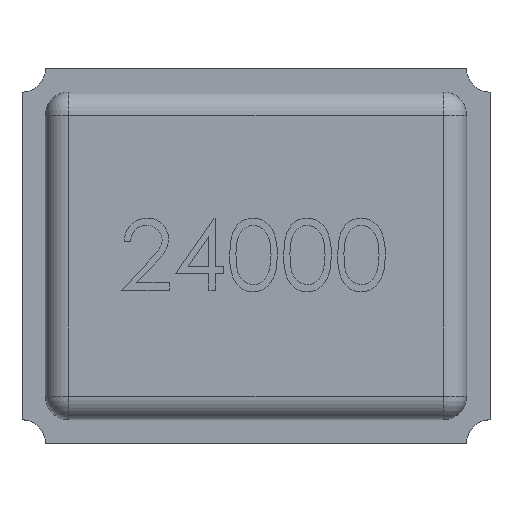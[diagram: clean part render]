
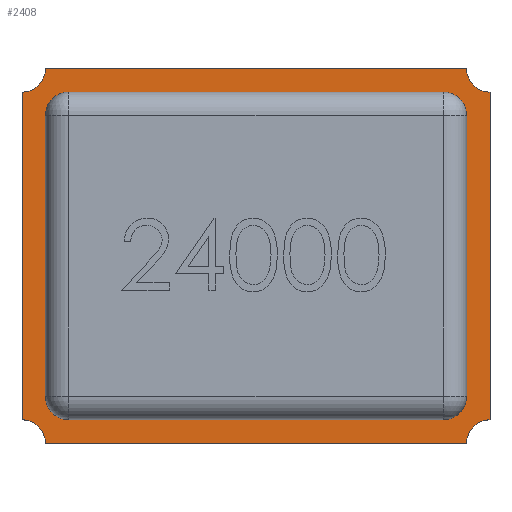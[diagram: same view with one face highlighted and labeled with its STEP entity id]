
A CAD part, top view. The second image highlights one B-rep face of the part: STEP entity #2408.
In plain terms, the highlighted planar face has unit normal (0, 0, 1).
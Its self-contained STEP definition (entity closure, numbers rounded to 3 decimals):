
#17 = EDGE_CURVE ( 'NONE', #2203, #5727, #2715, .T. ) ;
#22 = ORIENTED_EDGE ( 'NONE', *, *, #6608, .T. ) ;
#45 = DIRECTION ( 'NONE',  ( 0., 1., 0. ) ) ;
#184 = DIRECTION ( 'NONE',  ( 1., 0., 0. ) ) ;
#268 = ORIENTED_EDGE ( 'NONE', *, *, #987, .F. ) ;
#271 = DIRECTION ( 'NONE',  ( 1., 0., 0. ) ) ;
#412 = CARTESIAN_POINT ( 'NONE',  ( -0.8, -0.7, 0.3 ) ) ;
#448 = AXIS2_PLACEMENT_3D ( 'NONE', #2180, #7267, #2754 ) ;
#453 = AXIS2_PLACEMENT_3D ( 'NONE', #7107, #5368, #3141 ) ;
#695 = AXIS2_PLACEMENT_3D ( 'NONE', #5907, #3522, #5842 ) ;
#897 = VERTEX_POINT ( 'NONE', #2445 ) ;
#935 = AXIS2_PLACEMENT_3D ( 'NONE', #3838, #1004, #1617 ) ;
#987 = EDGE_CURVE ( 'NONE', #5727, #2654, #1770, .T. ) ;
#1004 = DIRECTION ( 'NONE',  ( 0., 0., 1. ) ) ;
#1064 = ORIENTED_EDGE ( 'NONE', *, *, #6200, .F. ) ;
#1171 = VERTEX_POINT ( 'NONE', #1208 ) ;
#1193 = LINE ( 'NONE', #6977, #3189 ) ;
#1208 = CARTESIAN_POINT ( 'NONE',  ( -0.9, 0.8, 0.3 ) ) ;
#1219 = DIRECTION ( 'NONE',  ( -1., 0., 0. ) ) ;
#1304 = VECTOR ( 'NONE', #4786, 1000. ) ;
#1305 = CIRCLE ( 'NONE', #935, 0.1 ) ;
#1310 = CIRCLE ( 'NONE', #448, 0.1 ) ;
#1422 = EDGE_LOOP ( 'NONE', ( #7181, #1064, #7088, #268, #2994, #4643, #2908, #2765 ) ) ;
#1438 = EDGE_CURVE ( 'NONE', #7133, #3299, #2093, .T. ) ;
#1497 = EDGE_CURVE ( 'NONE', #4815, #2656, #5287, .T. ) ;
#1505 = LINE ( 'NONE', #4384, #5675 ) ;
#1534 = CARTESIAN_POINT ( 'NONE',  ( -0.9, -0.6, 0.3 ) ) ;
#1614 = ORIENTED_EDGE ( 'NONE', *, *, #5142, .T. ) ;
#1617 = DIRECTION ( 'NONE',  ( 1., 0., 0. ) ) ;
#1651 = EDGE_CURVE ( 'NONE', #3299, #897, #4702, .T. ) ;
#1677 = VERTEX_POINT ( 'NONE', #1839 ) ;
#1770 = LINE ( 'NONE', #6291, #3541 ) ;
#1787 = CARTESIAN_POINT ( 'NONE',  ( 0.9, 0.6, 0.3 ) ) ;
#1806 = CARTESIAN_POINT ( 'NONE',  ( -0.9, 0.6, 0.3 ) ) ;
#1839 = CARTESIAN_POINT ( 'NONE',  ( 0.9, -0.8, 0.3 ) ) ;
#1843 = VERTEX_POINT ( 'NONE', #7043 ) ;
#1982 = CARTESIAN_POINT ( 'NONE',  ( 0.9, 0.8, 0.3 ) ) ;
#2093 = LINE ( 'NONE', #5967, #5542 ) ;
#2143 = CIRCLE ( 'NONE', #7243, 0.1 ) ;
#2180 = CARTESIAN_POINT ( 'NONE',  ( 1., 0.8, 0.3 ) ) ;
#2203 = VERTEX_POINT ( 'NONE', #5258 ) ;
#2246 = CARTESIAN_POINT ( 'NONE',  ( 1., -0.8, 0.3 ) ) ;
#2311 = EDGE_CURVE ( 'NONE', #2654, #2807, #1305, .T. ) ;
#2368 = AXIS2_PLACEMENT_3D ( 'NONE', #2928, #2964, #6475 ) ;
#2408 = ADVANCED_FACE ( 'NONE', ( #3606, #2921 ), #4044, .F. ) ;
#2445 = CARTESIAN_POINT ( 'NONE',  ( -0.9, -0.8, 0.3 ) ) ;
#2558 = VECTOR ( 'NONE', #6627, 1000. ) ;
#2585 = CARTESIAN_POINT ( 'NONE',  ( 0.8, 0.7, 0.3 ) ) ;
#2654 = VERTEX_POINT ( 'NONE', #4956 ) ;
#2656 = VERTEX_POINT ( 'NONE', #412 ) ;
#2664 = CARTESIAN_POINT ( 'NONE',  ( -0.8, -0.7, 0.3 ) ) ;
#2684 = EDGE_CURVE ( 'NONE', #4250, #6679, #1310, .T. ) ;
#2715 = CIRCLE ( 'NONE', #5047, 0.1 ) ;
#2754 = DIRECTION ( 'NONE',  ( -1., 0., 0. ) ) ;
#2765 = ORIENTED_EDGE ( 'NONE', *, *, #6565, .F. ) ;
#2807 = VERTEX_POINT ( 'NONE', #5155 ) ;
#2908 = ORIENTED_EDGE ( 'NONE', *, *, #7168, .F. ) ;
#2916 = ORIENTED_EDGE ( 'NONE', *, *, #3116, .T. ) ;
#2921 = FACE_BOUND ( 'NONE', #1422, .T. ) ;
#2927 = LINE ( 'NONE', #1806, #4949 ) ;
#2928 = CARTESIAN_POINT ( 'NONE',  ( -1., -0.8, 0.3 ) ) ;
#2964 = DIRECTION ( 'NONE',  ( 0., 0., -1. ) ) ;
#2994 = ORIENTED_EDGE ( 'NONE', *, *, #17, .F. ) ;
#3076 = AXIS2_PLACEMENT_3D ( 'NONE', #6598, #5451, #271 ) ;
#3116 = EDGE_CURVE ( 'NONE', #1677, #4683, #2143, .T. ) ;
#3141 = DIRECTION ( 'NONE',  ( 1., 0., 0. ) ) ;
#3189 = VECTOR ( 'NONE', #184, 1000. ) ;
#3282 = DIRECTION ( 'NONE',  ( -1., 0., 0. ) ) ;
#3299 = VERTEX_POINT ( 'NONE', #6221 ) ;
#3338 = VERTEX_POINT ( 'NONE', #5023 ) ;
#3350 = CARTESIAN_POINT ( 'NONE',  ( -0.9, 0.8, 0.3 ) ) ;
#3357 = CARTESIAN_POINT ( 'NONE',  ( 0.8, 0.6, 0.3 ) ) ;
#3359 = ORIENTED_EDGE ( 'NONE', *, *, #2684, .T. ) ;
#3522 = DIRECTION ( 'NONE',  ( 0., 0., 1. ) ) ;
#3541 = VECTOR ( 'NONE', #1219, 1000. ) ;
#3606 = FACE_OUTER_BOUND ( 'NONE', #6111, .T. ) ;
#3670 = CIRCLE ( 'NONE', #453, 0.1 ) ;
#3794 = DIRECTION ( 'NONE',  ( 0., 0., 1. ) ) ;
#3838 = CARTESIAN_POINT ( 'NONE',  ( -0.8, 0.6, 0.3 ) ) ;
#4017 = AXIS2_PLACEMENT_3D ( 'NONE', #6376, #5824, #5855 ) ;
#4044 = PLANE ( 'NONE',  #4017 ) ;
#4064 = EDGE_CURVE ( 'NONE', #3338, #2203, #4658, .T. ) ;
#4250 = VERTEX_POINT ( 'NONE', #4356 ) ;
#4253 = EDGE_CURVE ( 'NONE', #6679, #1171, #5623, .T. ) ;
#4356 = CARTESIAN_POINT ( 'NONE',  ( 1., 0.7, 0.3 ) ) ;
#4384 = CARTESIAN_POINT ( 'NONE',  ( 1., 0.7, 0.3 ) ) ;
#4643 = ORIENTED_EDGE ( 'NONE', *, *, #4064, .F. ) ;
#4658 = LINE ( 'NONE', #1787, #5765 ) ;
#4683 = VERTEX_POINT ( 'NONE', #5611 ) ;
#4702 = CIRCLE ( 'NONE', #2368, 0.1 ) ;
#4786 = DIRECTION ( 'NONE',  ( 1., 0., 0. ) ) ;
#4807 = ORIENTED_EDGE ( 'NONE', *, *, #1438, .T. ) ;
#4815 = VERTEX_POINT ( 'NONE', #1534 ) ;
#4949 = VECTOR ( 'NONE', #5753, 1000. ) ;
#4956 = CARTESIAN_POINT ( 'NONE',  ( -0.8, 0.7, 0.3 ) ) ;
#5018 = ORIENTED_EDGE ( 'NONE', *, *, #4253, .T. ) ;
#5023 = CARTESIAN_POINT ( 'NONE',  ( 0.9, -0.6, 0.3 ) ) ;
#5047 = AXIS2_PLACEMENT_3D ( 'NONE', #3357, #3794, #3282 ) ;
#5142 = EDGE_CURVE ( 'NONE', #897, #1677, #1193, .T. ) ;
#5155 = CARTESIAN_POINT ( 'NONE',  ( -0.9, 0.6, 0.3 ) ) ;
#5258 = CARTESIAN_POINT ( 'NONE',  ( 0.9, 0.6, 0.3 ) ) ;
#5287 = CIRCLE ( 'NONE', #3076, 0.1 ) ;
#5305 = CARTESIAN_POINT ( 'NONE',  ( -1., 0.7, 0.3 ) ) ;
#5365 = DIRECTION ( 'NONE',  ( 0., -1., 0. ) ) ;
#5368 = DIRECTION ( 'NONE',  ( 0., 0., -1. ) ) ;
#5451 = DIRECTION ( 'NONE',  ( 0., 0., 1. ) ) ;
#5542 = VECTOR ( 'NONE', #5365, 1000. ) ;
#5611 = CARTESIAN_POINT ( 'NONE',  ( 1., -0.7, 0.3 ) ) ;
#5623 = LINE ( 'NONE', #3350, #2558 ) ;
#5675 = VECTOR ( 'NONE', #7072, 1000. ) ;
#5727 = VERTEX_POINT ( 'NONE', #2585 ) ;
#5753 = DIRECTION ( 'NONE',  ( 0., -1., 0. ) ) ;
#5765 = VECTOR ( 'NONE', #45, 1000. ) ;
#5824 = DIRECTION ( 'NONE',  ( 0., 0., -1. ) ) ;
#5842 = DIRECTION ( 'NONE',  ( 1., 0., 0. ) ) ;
#5855 = DIRECTION ( 'NONE',  ( -1., 0., 0. ) ) ;
#5907 = CARTESIAN_POINT ( 'NONE',  ( 0.8, -0.6, 0.3 ) ) ;
#5965 = ORIENTED_EDGE ( 'NONE', *, *, #1651, .T. ) ;
#5967 = CARTESIAN_POINT ( 'NONE',  ( -1., 0.7, 0.3 ) ) ;
#6111 = EDGE_LOOP ( 'NONE', ( #3359, #5018, #6318, #4807, #5965, #1614, #2916, #22 ) ) ;
#6198 = DIRECTION ( 'NONE',  ( 0., 0., -1. ) ) ;
#6200 = EDGE_CURVE ( 'NONE', #2807, #4815, #2927, .T. ) ;
#6221 = CARTESIAN_POINT ( 'NONE',  ( -1., -0.7, 0.3 ) ) ;
#6291 = CARTESIAN_POINT ( 'NONE',  ( -0.8, 0.7, 0.3 ) ) ;
#6318 = ORIENTED_EDGE ( 'NONE', *, *, #6939, .T. ) ;
#6376 = CARTESIAN_POINT ( 'NONE',  ( 1., 0.8, 0.3 ) ) ;
#6475 = DIRECTION ( 'NONE',  ( -1., 0., 0. ) ) ;
#6498 = LINE ( 'NONE', #2664, #1304 ) ;
#6565 = EDGE_CURVE ( 'NONE', #2656, #1843, #6498, .T. ) ;
#6598 = CARTESIAN_POINT ( 'NONE',  ( -0.8, -0.6, 0.3 ) ) ;
#6608 = EDGE_CURVE ( 'NONE', #4683, #4250, #1505, .T. ) ;
#6627 = DIRECTION ( 'NONE',  ( -1., 0., 0. ) ) ;
#6636 = CIRCLE ( 'NONE', #695, 0.1 ) ;
#6679 = VERTEX_POINT ( 'NONE', #1982 ) ;
#6939 = EDGE_CURVE ( 'NONE', #1171, #7133, #3670, .T. ) ;
#6977 = CARTESIAN_POINT ( 'NONE',  ( -0.9, -0.8, 0.3 ) ) ;
#7043 = CARTESIAN_POINT ( 'NONE',  ( 0.8, -0.7, 0.3 ) ) ;
#7072 = DIRECTION ( 'NONE',  ( 0., 1., 0. ) ) ;
#7088 = ORIENTED_EDGE ( 'NONE', *, *, #2311, .F. ) ;
#7107 = CARTESIAN_POINT ( 'NONE',  ( -1., 0.8, 0.3 ) ) ;
#7133 = VERTEX_POINT ( 'NONE', #5305 ) ;
#7168 = EDGE_CURVE ( 'NONE', #1843, #3338, #6636, .T. ) ;
#7181 = ORIENTED_EDGE ( 'NONE', *, *, #1497, .F. ) ;
#7243 = AXIS2_PLACEMENT_3D ( 'NONE', #2246, #6198, #7295 ) ;
#7267 = DIRECTION ( 'NONE',  ( 0., 0., -1. ) ) ;
#7295 = DIRECTION ( 'NONE',  ( -1., 0., 0. ) ) ;
